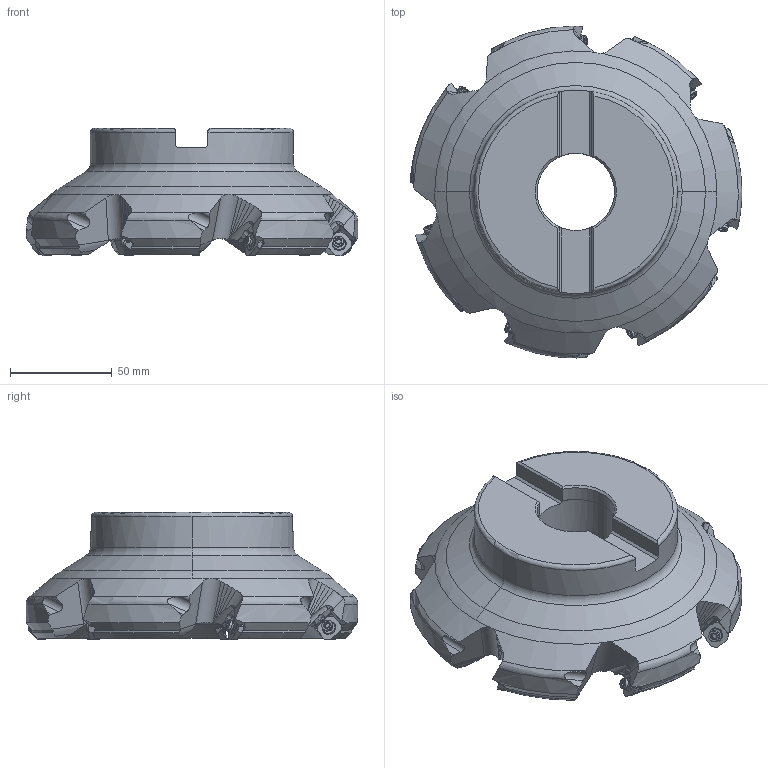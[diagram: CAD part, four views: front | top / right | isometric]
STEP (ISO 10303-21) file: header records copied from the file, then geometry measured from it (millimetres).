
FILE_DESCRIPTION(/* description */ (''),/* implementation_level */ '2;1');
FILE_NAME(/* name */ 'ASX445R0607E.stp',/* time_stamp */ '2021-09-08T11:41:02+09:00',/* author */ (''),/* organization */ (''),/* preprocessor_version */ 'ST-DEVELOPER v16',/* originating_system */ 'SIEMENS PLM Software NX 10.0',/* authorisation */ '');
FILE_SCHEMA (('AUTOMOTIVE_DESIGN { 1 0 10303 214 3 1 1 1 }'));
Length unit declared in the file: millimetre
Products named in the file (1): ASX445R0607E_ASM
Bounding box: 163.21 x 163.38 x 62.74 mm (x, y, z)
Volume: 608206.3 mm3; surface area: 70027.5 mm2
Topology: 22 solids, 22 shells, 1096 faces, 3040 edges, 2044 vertices
Faces by surface type: cylinder 449, plane 426, cone 134, torus 50, sphere 21, bspline 16
Entity records: 39406 total; most frequent: CARTESIAN_POINT 10661, ORIENTED_EDGE 5996, DIRECTION 5895, EDGE_CURVE 2998, AXIS2_PLACEMENT_3D 2348, VERTEX_POINT 1967, LINE 1199, VECTOR 1199
